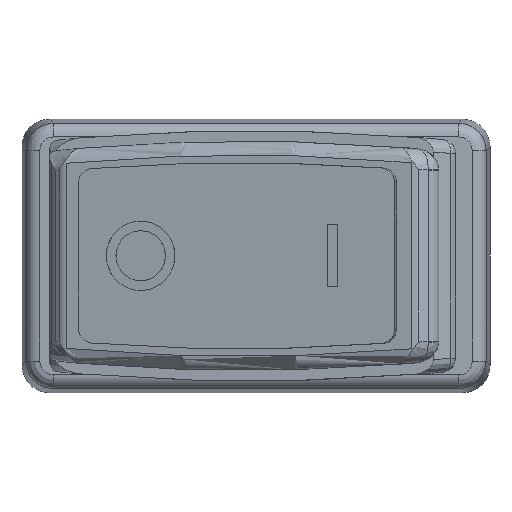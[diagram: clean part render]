
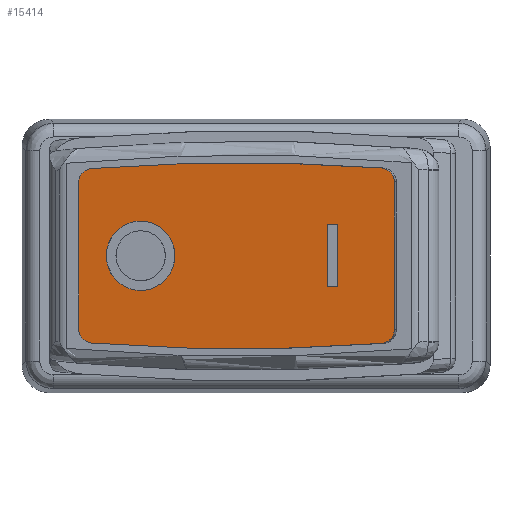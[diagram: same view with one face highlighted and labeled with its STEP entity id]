
A CAD part, top view. The second image highlights one B-rep face of the part: STEP entity #15414.
In plain terms, the highlighted face is planar.
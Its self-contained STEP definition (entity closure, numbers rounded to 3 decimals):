
#2329=LINE('',#29784,#3671);
#2333=LINE('',#29794,#3675);
#2338=LINE('',#29806,#3680);
#2339=LINE('',#29809,#3681);
#2340=LINE('',#29811,#3682);
#2341=LINE('',#29813,#3683);
#3671=VECTOR('',#20014,1000.);
#3675=VECTOR('',#20024,1000.);
#3680=VECTOR('',#20035,1000.);
#3681=VECTOR('',#20036,1000.);
#3682=VECTOR('',#20037,1000.);
#3683=VECTOR('',#20038,1000.);
#8112=ORIENTED_EDGE('',*,*,#10398,.F.);
#8113=ORIENTED_EDGE('',*,*,#10399,.F.);
#8114=ORIENTED_EDGE('',*,*,#10400,.F.);
#8115=ORIENTED_EDGE('',*,*,#10401,.F.);
#8116=ORIENTED_EDGE('',*,*,#10402,.T.);
#8117=ORIENTED_EDGE('',*,*,#10387,.T.);
#8118=ORIENTED_EDGE('',*,*,#10403,.T.);
#8119=ORIENTED_EDGE('',*,*,#10389,.T.);
#8120=ORIENTED_EDGE('',*,*,#10404,.T.);
#8121=ORIENTED_EDGE('',*,*,#10392,.T.);
#8122=ORIENTED_EDGE('',*,*,#10405,.T.);
#8123=ORIENTED_EDGE('',*,*,#10395,.T.);
#8124=ORIENTED_EDGE('',*,*,#10406,.T.);
#10387=EDGE_CURVE('',#11883,#11882,#2329,.T.);
#10389=EDGE_CURVE('',#11884,#11885,#12044,.T.);
#10392=EDGE_CURVE('',#11886,#11887,#2333,.T.);
#10395=EDGE_CURVE('',#11888,#11889,#12045,.T.);
#10398=EDGE_CURVE('',#11890,#11891,#2338,.T.);
#10399=EDGE_CURVE('',#11892,#11890,#2339,.T.);
#10400=EDGE_CURVE('',#11893,#11892,#2340,.T.);
#10401=EDGE_CURVE('',#11891,#11893,#2341,.T.);
#10402=EDGE_CURVE('',#11894,#11894,#12046,.T.);
#10403=EDGE_CURVE('',#11882,#11884,#12047,.T.);
#10404=EDGE_CURVE('',#11885,#11886,#12048,.T.);
#10405=EDGE_CURVE('',#11887,#11888,#12049,.T.);
#10406=EDGE_CURVE('',#11889,#11883,#12050,.T.);
#11882=VERTEX_POINT('',#29783);
#11883=VERTEX_POINT('',#29785);
#11884=VERTEX_POINT('',#29789);
#11885=VERTEX_POINT('',#29790);
#11886=VERTEX_POINT('',#29795);
#11887=VERTEX_POINT('',#29796);
#11888=VERTEX_POINT('',#29801);
#11889=VERTEX_POINT('',#29802);
#11890=VERTEX_POINT('',#29807);
#11891=VERTEX_POINT('',#29808);
#11892=VERTEX_POINT('',#29810);
#11893=VERTEX_POINT('',#29812);
#11894=VERTEX_POINT('',#29815);
#12044=CIRCLE('',#16839,140.348);
#12045=CIRCLE('',#16842,140.348);
#12046=CIRCLE('',#16844,2.5);
#12047=CIRCLE('',#16845,1.);
#12048=CIRCLE('',#16846,1.);
#12049=CIRCLE('',#16847,1.);
#12050=CIRCLE('',#16848,1.);
#12977=EDGE_LOOP('',(#8112,#8113,#8114,#8115));
#12978=EDGE_LOOP('',(#8116));
#12979=EDGE_LOOP('',(#8117,#8118,#8119,#8120,#8121,#8122,#8123,#8124));
#13921=FACE_BOUND('',#12977,.T.);
#13922=FACE_BOUND('',#12978,.T.);
#13923=FACE_BOUND('',#12979,.T.);
#14576=PLANE('',#16843);
#15414=ADVANCED_FACE('',(#13921,#13922,#13923),#14576,.T.);
#16839=AXIS2_PLACEMENT_3D('',#29788,#20018,#20019);
#16842=AXIS2_PLACEMENT_3D('',#29800,#20029,#20030);
#16843=AXIS2_PLACEMENT_3D('',#29805,#20033,#20034);
#16844=AXIS2_PLACEMENT_3D('',#29814,#20039,#20040);
#16845=AXIS2_PLACEMENT_3D('',#29816,#20041,#20042);
#16846=AXIS2_PLACEMENT_3D('',#29817,#20043,#20044);
#16847=AXIS2_PLACEMENT_3D('',#29818,#20045,#20046);
#16848=AXIS2_PLACEMENT_3D('',#29819,#20047,#20048);
#20014=DIRECTION('',(0.,-1.,0.));
#20018=DIRECTION('',(0.,0.,1.));
#20019=DIRECTION('',(0.,1.,0.));
#20024=DIRECTION('',(0.,1.,0.));
#20029=DIRECTION('',(0.,0.,1.));
#20030=DIRECTION('',(0.,-1.,0.));
#20033=DIRECTION('',(0.,0.,1.));
#20034=DIRECTION('',(1.,0.,0.));
#20035=DIRECTION('',(1.,0.,0.));
#20036=DIRECTION('',(0.,-1.,0.));
#20037=DIRECTION('',(-1.,0.,0.));
#20038=DIRECTION('',(0.,1.,0.));
#20039=DIRECTION('',(0.,0.,-1.));
#20040=DIRECTION('',(0.,-1.,0.));
#20041=DIRECTION('',(0.,0.,1.));
#20042=DIRECTION('',(1.,0.,0.));
#20043=DIRECTION('',(0.,0.,1.));
#20044=DIRECTION('',(1.,0.,0.));
#20045=DIRECTION('',(0.,0.,1.));
#20046=DIRECTION('',(1.,0.,0.));
#20047=DIRECTION('',(0.,0.,1.));
#20048=DIRECTION('',(1.,0.,0.));
#29783=CARTESIAN_POINT('',(-11.301,-5.319,4.23));
#29784=CARTESIAN_POINT('',(-11.301,6.244,4.23));
#29785=CARTESIAN_POINT('',(-11.301,5.319,4.23));
#29788=CARTESIAN_POINT('',(0.,133.648,4.23));
#29789=CARTESIAN_POINT('',(-10.374,-6.316,4.23));
#29790=CARTESIAN_POINT('',(10.803,-6.284,4.23));
#29794=CARTESIAN_POINT('',(11.727,-6.209,4.23));
#29795=CARTESIAN_POINT('',(11.727,-5.287,4.23));
#29796=CARTESIAN_POINT('',(11.727,5.287,4.23));
#29800=CARTESIAN_POINT('',(0.,-133.648,4.23));
#29801=CARTESIAN_POINT('',(10.803,6.284,4.23));
#29802=CARTESIAN_POINT('',(-10.374,6.316,4.23));
#29805=CARTESIAN_POINT('',(0.,133.648,4.23));
#29806=CARTESIAN_POINT('',(-7.135,-2.25,4.23));
#29807=CARTESIAN_POINT('',(-7.135,-2.25,4.23));
#29808=CARTESIAN_POINT('',(-6.435,-2.25,4.23));
#29809=CARTESIAN_POINT('',(-7.135,2.25,4.23));
#29810=CARTESIAN_POINT('',(-7.135,2.25,4.23));
#29811=CARTESIAN_POINT('',(-6.435,2.25,4.23));
#29812=CARTESIAN_POINT('',(-6.435,2.25,4.23));
#29813=CARTESIAN_POINT('',(-6.435,-2.25,4.23));
#29814=CARTESIAN_POINT('',(7.215,0.,4.23));
#29815=CARTESIAN_POINT('',(7.215,-2.5,4.23));
#29816=CARTESIAN_POINT('',(-10.301,-5.319,4.23));
#29817=CARTESIAN_POINT('',(10.727,-5.287,4.23));
#29818=CARTESIAN_POINT('',(10.727,5.287,4.23));
#29819=CARTESIAN_POINT('',(-10.301,5.319,4.23));
